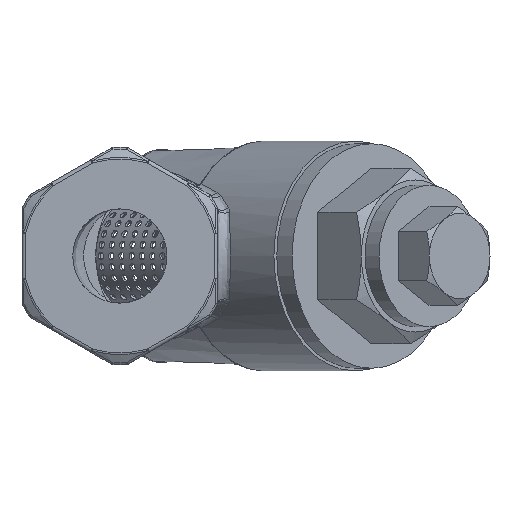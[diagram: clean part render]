
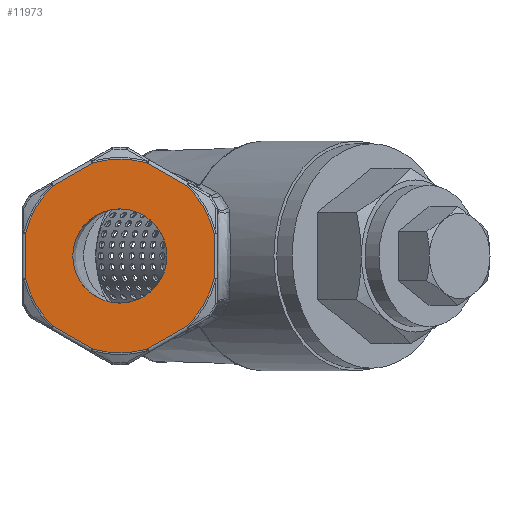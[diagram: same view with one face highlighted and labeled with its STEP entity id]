
A CAD part, left-side view. The second image highlights one B-rep face of the part: STEP entity #11973.
In plain terms, the highlighted planar face has unit normal (-1, 0, 0).
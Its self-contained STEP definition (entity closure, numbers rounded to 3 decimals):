
#1249=PLANE('',#12826);
#1353=LINE('',#25788,#1513);
#1354=LINE('',#25792,#1514);
#1355=LINE('',#25796,#1515);
#1356=LINE('',#25800,#1516);
#1357=LINE('',#25804,#1517);
#1358=LINE('',#25808,#1518);
#1513=VECTOR('',#14483,1000.);
#1514=VECTOR('',#14486,1000.);
#1515=VECTOR('',#14489,1000.);
#1516=VECTOR('',#14492,1000.);
#1517=VECTOR('',#14495,1000.);
#1518=VECTOR('',#14498,1000.);
#3325=ORIENTED_EDGE('',*,*,#5367,.F.);
#3326=ORIENTED_EDGE('',*,*,#5617,.F.);
#3327=ORIENTED_EDGE('',*,*,#5618,.T.);
#3328=ORIENTED_EDGE('',*,*,#5619,.F.);
#3329=ORIENTED_EDGE('',*,*,#5620,.T.);
#3330=ORIENTED_EDGE('',*,*,#5621,.F.);
#3331=ORIENTED_EDGE('',*,*,#5622,.T.);
#3332=ORIENTED_EDGE('',*,*,#5623,.F.);
#3333=ORIENTED_EDGE('',*,*,#5624,.T.);
#3334=ORIENTED_EDGE('',*,*,#5625,.F.);
#3335=ORIENTED_EDGE('',*,*,#5626,.T.);
#3336=ORIENTED_EDGE('',*,*,#5627,.F.);
#3337=ORIENTED_EDGE('',*,*,#5400,.T.);
#5367=EDGE_CURVE('',#6876,#6876,#7325,.T.);
#5400=EDGE_CURVE('',#6905,#6904,#7335,.T.);
#5617=EDGE_CURVE('',#7067,#6904,#1353,.T.);
#5618=EDGE_CURVE('',#7067,#7068,#7399,.T.);
#5619=EDGE_CURVE('',#7069,#7068,#1354,.T.);
#5620=EDGE_CURVE('',#7069,#7070,#7400,.T.);
#5621=EDGE_CURVE('',#7071,#7070,#1355,.T.);
#5622=EDGE_CURVE('',#7071,#7072,#7401,.T.);
#5623=EDGE_CURVE('',#7073,#7072,#1356,.T.);
#5624=EDGE_CURVE('',#7073,#7074,#7402,.T.);
#5625=EDGE_CURVE('',#7075,#7074,#1357,.T.);
#5626=EDGE_CURVE('',#7075,#7076,#7403,.T.);
#5627=EDGE_CURVE('',#6905,#7076,#1358,.T.);
#6876=VERTEX_POINT('',#24418);
#6904=VERTEX_POINT('',#24606);
#6905=VERTEX_POINT('',#24608);
#7067=VERTEX_POINT('',#25789);
#7068=VERTEX_POINT('',#25791);
#7069=VERTEX_POINT('',#25793);
#7070=VERTEX_POINT('',#25795);
#7071=VERTEX_POINT('',#25797);
#7072=VERTEX_POINT('',#25799);
#7073=VERTEX_POINT('',#25801);
#7074=VERTEX_POINT('',#25803);
#7075=VERTEX_POINT('',#25805);
#7076=VERTEX_POINT('',#25807);
#7325=CIRCLE('',#12696,6.5);
#7335=CIRCLE('',#12712,13.366);
#7399=CIRCLE('',#12827,13.366);
#7400=CIRCLE('',#12828,13.366);
#7401=CIRCLE('',#12829,13.366);
#7402=CIRCLE('',#12830,13.366);
#7403=CIRCLE('',#12831,13.366);
#9105=EDGE_LOOP('',(#3325));
#9106=EDGE_LOOP('',(#3326,#3327,#3328,#3329,#3330,#3331,#3332,#3333,#3334,
#3335,#3336,#3337));
#10822=FACE_BOUND('',#9105,.T.);
#10823=FACE_BOUND('',#9106,.T.);
#11973=ADVANCED_FACE('',(#10822,#10823),#1249,.T.);
#12696=AXIS2_PLACEMENT_3D('',#24417,#14166,#14167);
#12712=AXIS2_PLACEMENT_3D('',#24607,#14198,#14199);
#12826=AXIS2_PLACEMENT_3D('',#25787,#14481,#14482);
#12827=AXIS2_PLACEMENT_3D('',#25790,#14484,#14485);
#12828=AXIS2_PLACEMENT_3D('',#25794,#14487,#14488);
#12829=AXIS2_PLACEMENT_3D('',#25798,#14490,#14491);
#12830=AXIS2_PLACEMENT_3D('',#25802,#14493,#14494);
#12831=AXIS2_PLACEMENT_3D('',#25806,#14496,#14497);
#14166=DIRECTION('',(-1.,0.,0.));
#14167=DIRECTION('',(0.,0.,1.));
#14198=DIRECTION('',(-1.,0.,0.));
#14199=DIRECTION('',(0.,0.,1.));
#14481=DIRECTION('',(-1.,0.,0.));
#14482=DIRECTION('',(0.,0.,-1.));
#14483=DIRECTION('',(0.,-0.866,0.5));
#14484=DIRECTION('',(-1.,0.,0.));
#14485=DIRECTION('',(0.,0.,1.));
#14486=DIRECTION('',(0.,0.,1.));
#14487=DIRECTION('',(-1.,0.,0.));
#14488=DIRECTION('',(0.,0.,1.));
#14489=DIRECTION('',(0.,0.866,0.5));
#14490=DIRECTION('',(-1.,0.,0.));
#14491=DIRECTION('',(0.,0.,1.));
#14492=DIRECTION('',(0.,0.866,-0.5));
#14493=DIRECTION('',(-1.,0.,0.));
#14494=DIRECTION('',(0.,0.,1.));
#14495=DIRECTION('',(0.,0.,-1.));
#14496=DIRECTION('',(-1.,0.,0.));
#14497=DIRECTION('',(0.,0.,1.));
#14498=DIRECTION('',(0.,-0.866,-0.5));
#24417=CARTESIAN_POINT('',(-32.5,0.,0.));
#24418=CARTESIAN_POINT('',(-32.5,0.,6.5));
#24606=CARTESIAN_POINT('',(-32.5,3.81,12.812));
#24607=CARTESIAN_POINT('',(-32.5,0.,0.));
#24608=CARTESIAN_POINT('',(-32.5,-3.81,12.812));
#25787=CARTESIAN_POINT('',(-32.5,0.,0.));
#25788=CARTESIAN_POINT('',(-32.5,6.5,11.258));
#25789=CARTESIAN_POINT('',(-32.5,9.19,9.705));
#25790=CARTESIAN_POINT('',(-32.5,0.,0.));
#25791=CARTESIAN_POINT('',(-32.5,13.,3.107));
#25792=CARTESIAN_POINT('',(-32.5,13.,0.));
#25793=CARTESIAN_POINT('',(-32.5,13.,-3.107));
#25794=CARTESIAN_POINT('',(-32.5,0.,0.));
#25795=CARTESIAN_POINT('',(-32.5,9.19,-9.705));
#25796=CARTESIAN_POINT('',(-32.5,6.5,-11.258));
#25797=CARTESIAN_POINT('',(-32.5,3.81,-12.812));
#25798=CARTESIAN_POINT('',(-32.5,0.,0.));
#25799=CARTESIAN_POINT('',(-32.5,-3.81,-12.812));
#25800=CARTESIAN_POINT('',(-32.5,-6.5,-11.258));
#25801=CARTESIAN_POINT('',(-32.5,-9.19,-9.705));
#25802=CARTESIAN_POINT('',(-32.5,0.,0.));
#25803=CARTESIAN_POINT('',(-32.5,-13.,-3.107));
#25804=CARTESIAN_POINT('',(-32.5,-13.,0.));
#25805=CARTESIAN_POINT('',(-32.5,-13.,3.107));
#25806=CARTESIAN_POINT('',(-32.5,0.,0.));
#25807=CARTESIAN_POINT('',(-32.5,-9.19,9.705));
#25808=CARTESIAN_POINT('',(-32.5,-6.5,11.258));
